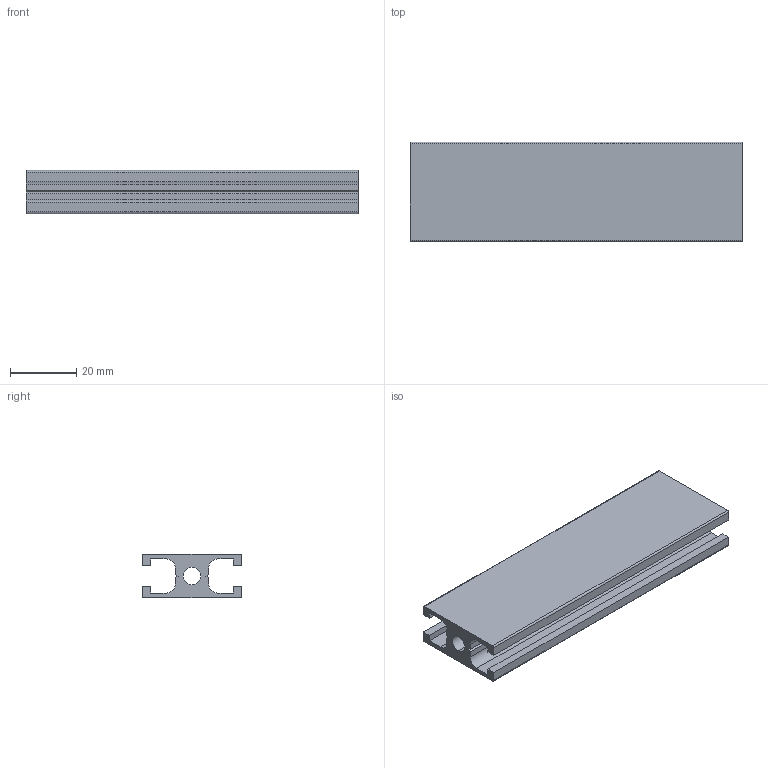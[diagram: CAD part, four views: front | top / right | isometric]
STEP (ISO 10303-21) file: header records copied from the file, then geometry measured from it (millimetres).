
FILE_DESCRIPTION (( 'STEP AP214' ), '1' );
FILE_NAME ('084.100.002.STEP', '2020-07-22T10:11:19', ( '' ), ( '' ), 'SwSTEP 2.0', 'SolidWorks 2018', '' );
FILE_SCHEMA (( 'AUTOMOTIVE_DESIGN' ));
Length unit declared in the file: millimetre
Products named in the file (1): 084.100.002
Bounding box: 100 x 30 x 13 mm (x, y, z)
Volume: 18894.6 mm3; surface area: 15814 mm2
Topology: 1 solids, 1 shells, 38 faces, 108 edges, 72 vertices
Faces by surface type: plane 28, cylinder 10
Entity records: 1270 total; most frequent: CARTESIAN_POINT 219, ORIENTED_EDGE 216, DIRECTION 206, EDGE_CURVE 108, LINE 88, VECTOR 88, VERTEX_POINT 72, AXIS2_PLACEMENT_3D 59
